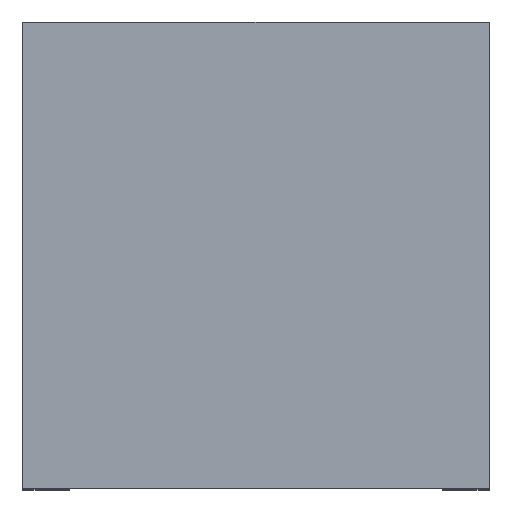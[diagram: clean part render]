
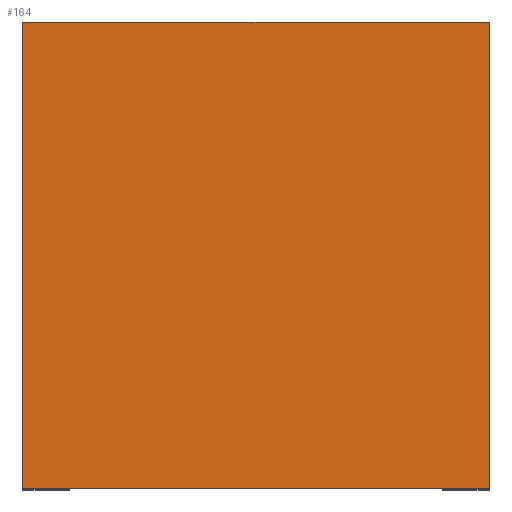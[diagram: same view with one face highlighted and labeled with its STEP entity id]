
A CAD part, top view. The second image highlights one B-rep face of the part: STEP entity #164.
In plain terms, the highlighted planar face has unit normal (0, 0, 1).
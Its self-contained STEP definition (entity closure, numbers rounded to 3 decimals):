
#125=CARTESIAN_POINT('Axis2P3D Location',(0.,0.,830.)) ;
#130=CARTESIAN_POINT('Line Origine',(0.,200.,830.)) ;
#134=CARTESIAN_POINT('Vertex',(200.,200.,830.)) ;
#136=CARTESIAN_POINT('Vertex',(-200.,200.,830.)) ;
#139=CARTESIAN_POINT('Line Origine',(-200.,0.,830.)) ;
#143=CARTESIAN_POINT('Vertex',(-200.,-200.,830.)) ;
#146=CARTESIAN_POINT('Line Origine',(0.,-200.,830.)) ;
#150=CARTESIAN_POINT('Vertex',(200.,-200.,830.)) ;
#153=CARTESIAN_POINT('Line Origine',(200.,0.,830.)) ;
#126=DIRECTION('Axis2P3D Direction',(0.,0.,1.)) ;
#127=DIRECTION('Axis2P3D XDirection',(1.,0.,0.)) ;
#131=DIRECTION('Vector Direction',(1.,0.,0.)) ;
#140=DIRECTION('Vector Direction',(0.,1.,0.)) ;
#147=DIRECTION('Vector Direction',(-1.,0.,0.)) ;
#154=DIRECTION('Vector Direction',(0.,-1.,0.)) ;
#128=AXIS2_PLACEMENT_3D('Plane Axis2P3D',#125,#126,#127) ;
#159=ORIENTED_EDGE('',*,*,#138,.T.) ;
#160=ORIENTED_EDGE('',*,*,#145,.T.) ;
#161=ORIENTED_EDGE('',*,*,#152,.T.) ;
#162=ORIENTED_EDGE('',*,*,#157,.T.) ;
#132=VECTOR('Line Direction',#131,1.) ;
#141=VECTOR('Line Direction',#140,1.) ;
#148=VECTOR('Line Direction',#147,1.) ;
#155=VECTOR('Line Direction',#154,1.) ;
#164=ADVANCED_FACE('PartBody',(#163),#129,.T.) ;
#138=EDGE_CURVE('',#135,#137,#133,.F.) ;
#145=EDGE_CURVE('',#137,#144,#142,.F.) ;
#152=EDGE_CURVE('',#144,#151,#149,.F.) ;
#157=EDGE_CURVE('',#151,#135,#156,.F.) ;
#158=EDGE_LOOP('',(#159,#160,#161,#162)) ;
#163=FACE_OUTER_BOUND('',#158,.T.) ;
#133=LINE('Line',#130,#132) ;
#142=LINE('Line',#139,#141) ;
#149=LINE('Line',#146,#148) ;
#156=LINE('Line',#153,#155) ;
#129=PLANE('',#128) ;
#135=VERTEX_POINT('',#134) ;
#137=VERTEX_POINT('',#136) ;
#144=VERTEX_POINT('',#143) ;
#151=VERTEX_POINT('',#150) ;
